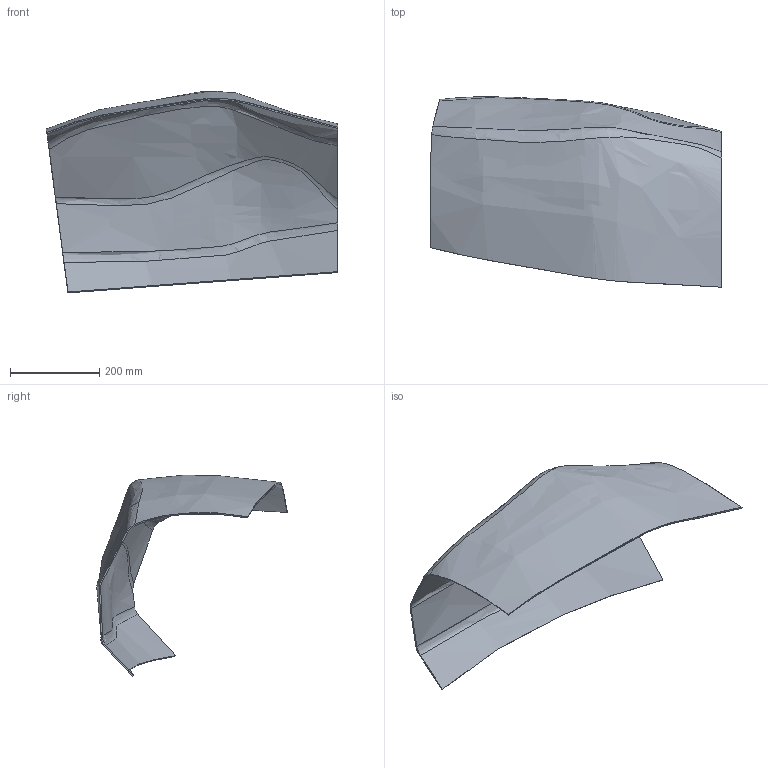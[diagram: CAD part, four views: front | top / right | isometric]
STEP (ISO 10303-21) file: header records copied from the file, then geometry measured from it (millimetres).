
FILE_DESCRIPTION(('CATIA V5 STEP Exchange'),'2;1');
FILE_NAME('ouie gauche.stp','2018-03-26T08:24:00+00:00',('none'),('none'),'CATIA Version 5 Release 19 SP 2 (IN-10)','CATIA V5 STEP AP203','none');
FILE_SCHEMA(('CONFIG_CONTROL_DESIGN'));
Length unit declared in the file: millimetre
Products named in the file (1): Ouïes latérales gauche et droite
Bounding box: 651.36 x 425.8 x 451.06 mm (x, y, z)
Volume: 1407864.6 mm3; surface area: 1419233.2 mm2
Topology: 1 solids, 2 shells, 37 faces, 212 edges, 336 vertices
Faces by surface type: bspline 37
Entity records: 23971 total; most frequent: CARTESIAN_POINT 22669, ORIENTED_EDGE 148, COMPOSITE_CURVE_SEGMENT 130, TRIMMED_CURVE 130, DIRECTION 119, COMPOSITE_CURVE 110, VECTOR 110, LINE 110
